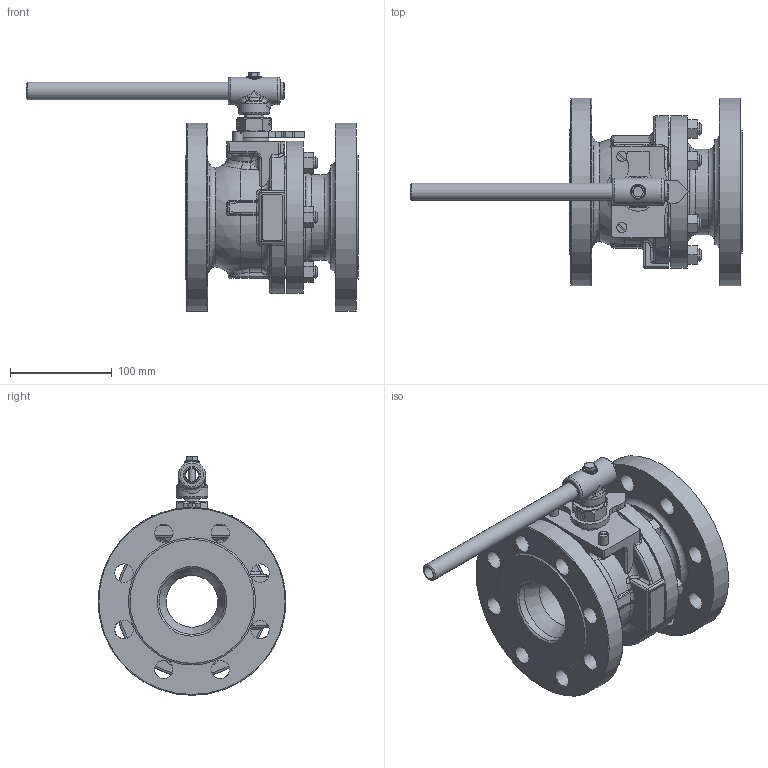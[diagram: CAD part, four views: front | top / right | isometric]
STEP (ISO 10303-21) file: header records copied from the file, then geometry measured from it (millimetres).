
FILE_DESCRIPTION(/* description */ (''),/* implementation_level */ '2;1');
FILE_NAME(/* name */ 'GA-F53-25-D40-W-A-1.stp',/* time_stamp */ '2019-09-18T16:38:10+01:00',/* author */ ('jaday'),/* organization */ (''),/* preprocessor_version */ 'ST-DEVELOPER v16.1',/* originating_system */ 'Autodesk Inventor 2016',/* authorisation */ '');
FILE_SCHEMA (('AUTOMOTIVE_DESIGN { 1 0 10303 214 3 1 1 }'));
Length unit declared in the file: millimetre
Products named in the file (1): GA-F53-25-D40-W-A-1
Bounding box: 326.75 x 185 x 234.91 mm (x, y, z)
Volume: 2172714.4 mm3; surface area: 274780.6 mm2
Topology: 1 solids, 1 shells, 625 faces, 1539 edges, 916 vertices
Faces by surface type: plane 200, cylinder 146, bspline 119, cone 110, torus 39, sphere 11
Full cylindrical faces by diameter (mm): 6 x1, 9.875 x2, 10.106 x3, 12 x12, 12.48 x1, 17.1 x2, 18.15 x16, 27 x1, 29.075 x1, 31 x1, 50.9 x1, 65 x2, 84 x1, 108 x1, 122 x1, 149.75 x1, 185 x2
Entity records: 21981 total; most frequent: CARTESIAN_POINT 8149, ORIENTED_EDGE 2822, DIRECTION 2531, EDGE_CURVE 1411, AXIS2_PLACEMENT_3D 1052, VERTEX_POINT 886, EDGE_LOOP 789, FACE_OUTER_BOUND 625
